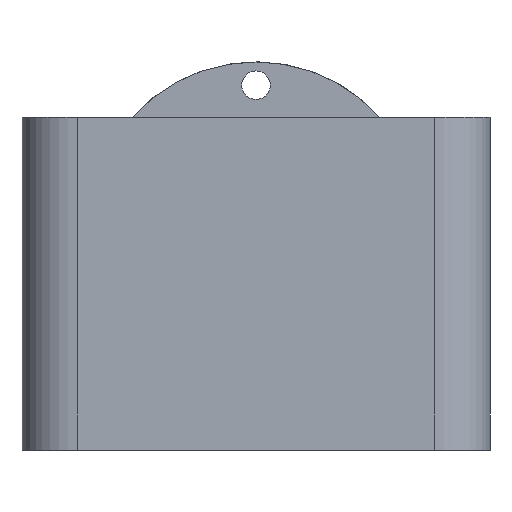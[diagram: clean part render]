
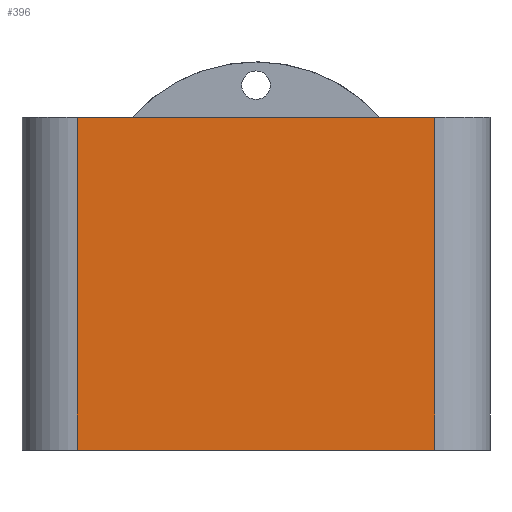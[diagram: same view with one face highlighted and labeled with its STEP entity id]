
A CAD part, front view. The second image highlights one B-rep face of the part: STEP entity #396.
In plain terms, the highlighted planar face has unit normal (0, -1, 0).
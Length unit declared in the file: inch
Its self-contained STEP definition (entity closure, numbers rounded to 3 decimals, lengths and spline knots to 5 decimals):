
#20=LINE('',#647,#42);
#22=LINE('',#659,#44);
#29=LINE('',#676,#51);
#35=LINE('',#690,#57);
#42=VECTOR('',#528,1.5);
#44=VECTOR('',#542,1.5);
#51=VECTOR('',#559,1.61);
#57=VECTOR('',#575,1.61);
#67=PLANE('',#451);
#119=FACE_OUTER_BOUND('',#155,.T.);
#155=EDGE_LOOP('',(#366,#367,#368,#369));
#206=VERTEX_POINT('',#644);
#207=VERTEX_POINT('',#646);
#210=VERTEX_POINT('',#656);
#211=VERTEX_POINT('',#658);
#245=EDGE_CURVE('',#207,#206,#20,.T.);
#251=EDGE_CURVE('',#210,#211,#22,.T.);
#261=EDGE_CURVE('',#206,#211,#29,.T.);
#268=EDGE_CURVE('',#207,#210,#35,.T.);
#366=ORIENTED_EDGE('',*,*,#245,.T.);
#367=ORIENTED_EDGE('',*,*,#261,.T.);
#368=ORIENTED_EDGE('',*,*,#251,.F.);
#369=ORIENTED_EDGE('',*,*,#268,.F.);
#396=ADVANCED_FACE('',(#119),#67,.T.);
#451=AXIS2_PLACEMENT_3D('',#693,#580,#581);
#528=DIRECTION('',(0.,0.,1.));
#542=DIRECTION('',(0.,0.,1.));
#559=DIRECTION('',(-1.,0.,0.));
#575=DIRECTION('',(-1.,0.,0.));
#580=DIRECTION('center_axis',(0.,-1.,0.));
#581=DIRECTION('ref_axis',(0.,0.,-1.));
#644=CARTESIAN_POINT('',(0.805,-1.055,1.5));
#646=CARTESIAN_POINT('',(0.805,-1.055,0.));
#647=CARTESIAN_POINT('',(0.805,-1.055,1.5));
#656=CARTESIAN_POINT('',(-0.805,-1.055,0.));
#658=CARTESIAN_POINT('',(-0.805,-1.055,1.5));
#659=CARTESIAN_POINT('',(-0.805,-1.055,1.5));
#676=CARTESIAN_POINT('',(1.055,-1.055,1.5));
#690=CARTESIAN_POINT('',(1.055,-1.055,0.));
#693=CARTESIAN_POINT('Origin',(1.055,-1.055,0.));
